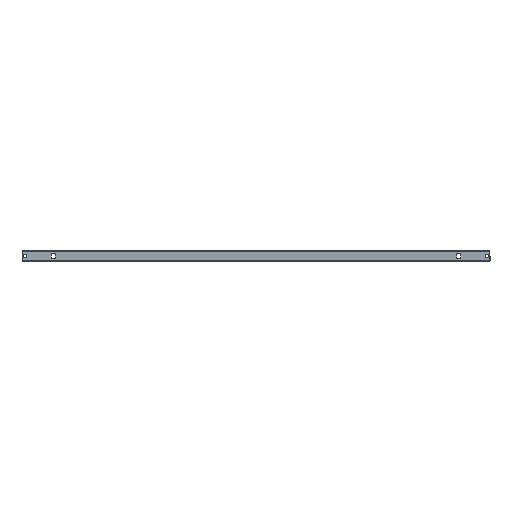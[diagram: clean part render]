
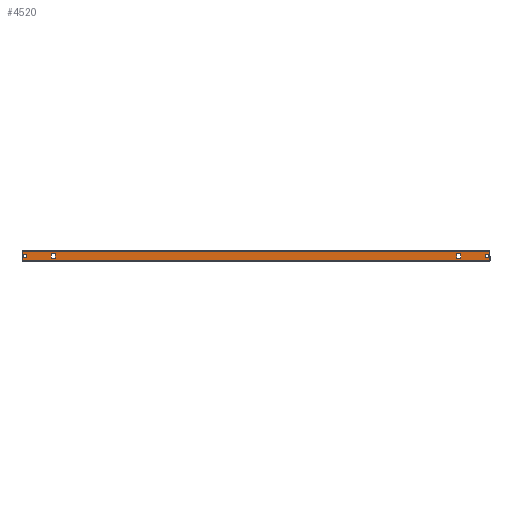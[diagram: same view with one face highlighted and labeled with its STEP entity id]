
A CAD part, left-side view. The second image highlights one B-rep face of the part: STEP entity #4520.
In plain terms, the highlighted planar face has unit normal (-1, 0, 0).
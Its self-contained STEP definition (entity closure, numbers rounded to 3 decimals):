
#49 = AXIS2_PLACEMENT_3D ( 'NONE', #1683, #1682, #1681 ) ;
#105 = AXIS2_PLACEMENT_3D ( 'NONE', #722, #3497, #3480 ) ;
#135 = DIRECTION ( 'NONE',  ( 0., 0., 1. ) ) ;
#136 = CARTESIAN_POINT ( 'NONE',  ( -443., -497.5, 0. ) ) ;
#143 = CARTESIAN_POINT ( 'NONE',  ( -443., -491., -10. ) ) ;
#144 = DIRECTION ( 'NONE',  ( 0., 0., 1. ) ) ;
#145 = CARTESIAN_POINT ( 'NONE',  ( -443., 426.5, -14.5 ) ) ;
#146 = CARTESIAN_POINT ( 'NONE',  ( -443., -426.5, -14.5 ) ) ;
#153 = DIRECTION ( 'NONE',  ( 0., -1., 0. ) ) ;
#154 = CARTESIAN_POINT ( 'NONE',  ( -443., 435.5, -14.5 ) ) ;
#160 = DIRECTION ( 'NONE',  ( 0., 0., -1. ) ) ;
#161 = CARTESIAN_POINT ( 'NONE',  ( -443., 497.5, -20. ) ) ;
#175 = DIRECTION ( 'NONE',  ( 0., 0., 1. ) ) ;
#176 = CARTESIAN_POINT ( 'NONE',  ( -443., -435.5, -14.5 ) ) ;
#336 = EDGE_CURVE ( 'NONE', #3996, #4007, #390, .T. ) ;
#390 = CIRCLE ( 'NONE', #105, 4. ) ;
#410 = DIRECTION ( 'NONE',  ( 0., 0., 1. ) ) ;
#411 = DIRECTION ( 'NONE',  ( -1., 0., 0. ) ) ;
#414 = CARTESIAN_POINT ( 'NONE',  ( -443., 491., -10. ) ) ;
#416 = DIRECTION ( 'NONE',  ( 0., 0., -1. ) ) ;
#417 = CARTESIAN_POINT ( 'NONE',  ( -443., 435.5, -14.5 ) ) ;
#722 = CARTESIAN_POINT ( 'NONE',  ( -443., -491., -10. ) ) ;
#733 = EDGE_CURVE ( 'NONE', #4005, #3998, #3226, .T. ) ;
#918 = CARTESIAN_POINT ( 'NONE',  ( -443., -497.5, -19.99 ) ) ;
#920 = CARTESIAN_POINT ( 'NONE',  ( -443., -435.5, -14.5 ) ) ;
#921 = CARTESIAN_POINT ( 'NONE',  ( -443., 497.5, -0.01 ) ) ;
#923 = CARTESIAN_POINT ( 'NONE',  ( -443., 497.5, -19.99 ) ) ;
#927 = CARTESIAN_POINT ( 'NONE',  ( -443., -426.5, -14.5 ) ) ;
#929 = CARTESIAN_POINT ( 'NONE',  ( -443., -426.5, -5.5 ) ) ;
#931 = CARTESIAN_POINT ( 'NONE',  ( -443., -435.5, -5.5 ) ) ;
#932 = CARTESIAN_POINT ( 'NONE',  ( -443., -497.5, -0.01 ) ) ;
#1012 = CARTESIAN_POINT ( 'NONE',  ( -443., -491., -6. ) ) ;
#1015 = CARTESIAN_POINT ( 'NONE',  ( -443., 491., -14. ) ) ;
#1023 = CARTESIAN_POINT ( 'NONE',  ( -443., 491., -6. ) ) ;
#1025 = CARTESIAN_POINT ( 'NONE',  ( -443., -491., -14. ) ) ;
#1103 = CARTESIAN_POINT ( 'NONE',  ( -443., 435.5, -5.5 ) ) ;
#1110 = CARTESIAN_POINT ( 'NONE',  ( -443., 426.5, -14.5 ) ) ;
#1121 = CARTESIAN_POINT ( 'NONE',  ( -443., 426.5, -5.5 ) ) ;
#1152 = CARTESIAN_POINT ( 'NONE',  ( -443., 435.5, -14.5 ) ) ;
#1375 = DIRECTION ( 'NONE',  ( 0., -1., 0. ) ) ;
#1378 = CARTESIAN_POINT ( 'NONE',  ( -443., 497.5, -0.01 ) ) ;
#1388 = DIRECTION ( 'NONE',  ( 0., -1., 0. ) ) ;
#1389 = CARTESIAN_POINT ( 'NONE',  ( -443., 497.5, -19.99 ) ) ;
#1399 = DIRECTION ( 'NONE',  ( 0., 1., 0. ) ) ;
#1408 = DIRECTION ( 'NONE',  ( 0., -1., 0. ) ) ;
#1411 = CARTESIAN_POINT ( 'NONE',  ( -443., 435.5, -5.5 ) ) ;
#1413 = DIRECTION ( 'NONE',  ( 0., 0., -1. ) ) ;
#1418 = CARTESIAN_POINT ( 'NONE',  ( -443., -435.5, -14.5 ) ) ;
#1420 = DIRECTION ( 'NONE',  ( 0., 1., 0. ) ) ;
#1424 = CARTESIAN_POINT ( 'NONE',  ( -443., -435.5, -5.5 ) ) ;
#1428 = DIRECTION ( 'NONE',  ( 0., 0., -1. ) ) ;
#1429 = DIRECTION ( 'NONE',  ( -1., 0., 0. ) ) ;
#1681 = DIRECTION ( 'NONE',  ( 0., 0., 1. ) ) ;
#1682 = DIRECTION ( 'NONE',  ( -1., 0., 0. ) ) ;
#1683 = CARTESIAN_POINT ( 'NONE',  ( -443., 491., -10. ) ) ;
#1810 = EDGE_CURVE ( 'NONE', #3930, #3890, #1995, .T. ) ;
#1811 = EDGE_CURVE ( 'NONE', #3998, #4005, #2007, .T. ) ;
#1858 = AXIS2_PLACEMENT_3D ( 'NONE', #4270, #4311, #4274 ) ;
#1995 = LINE ( 'NONE', #417, #2001 ) ;
#2001 = VECTOR ( 'NONE', #416, 1000. ) ;
#2007 = CIRCLE ( 'NONE', #4197, 4. ) ;
#2060 = ORIENTED_EDGE ( 'NONE', *, *, #2280, .F. ) ;
#2061 = ORIENTED_EDGE ( 'NONE', *, *, #733, .F. ) ;
#2062 = ORIENTED_EDGE ( 'NONE', *, *, #2305, .T. ) ;
#2074 = ORIENTED_EDGE ( 'NONE', *, *, #2302, .F. ) ;
#2075 = ORIENTED_EDGE ( 'NONE', *, *, #2303, .F. ) ;
#2076 = ORIENTED_EDGE ( 'NONE', *, *, #2298, .T. ) ;
#2088 = ORIENTED_EDGE ( 'NONE', *, *, #2300, .F. ) ;
#2089 = ORIENTED_EDGE ( 'NONE', *, *, #1811, .F. ) ;
#2090 = ORIENTED_EDGE ( 'NONE', *, *, #1810, .F. ) ;
#2102 = ORIENTED_EDGE ( 'NONE', *, *, #2301, .F. ) ;
#2103 = ORIENTED_EDGE ( 'NONE', *, *, #336, .F. ) ;
#2104 = ORIENTED_EDGE ( 'NONE', *, *, #2290, .F. ) ;
#2105 = ORIENTED_EDGE ( 'NONE', *, *, #2287, .T. ) ;
#2118 = ORIENTED_EDGE ( 'NONE', *, *, #2299, .F. ) ;
#2119 = ORIENTED_EDGE ( 'NONE', *, *, #2295, .F. ) ;
#2120 = ORIENTED_EDGE ( 'NONE', *, *, #2307, .F. ) ;
#2182 = LINE ( 'NONE', #176, #2183 ) ;
#2183 = VECTOR ( 'NONE', #175, 1000. ) ;
#2196 = LINE ( 'NONE', #161, #2197 ) ;
#2197 = VECTOR ( 'NONE', #160, 1000. ) ;
#2202 = LINE ( 'NONE', #154, #2203 ) ;
#2203 = VECTOR ( 'NONE', #153, 1000. ) ;
#2207 = VECTOR ( 'NONE', #1420, 1000. ) ;
#2211 = LINE ( 'NONE', #1424, #2207 ) ;
#2212 = LINE ( 'NONE', #145, #2213 ) ;
#2213 = VECTOR ( 'NONE', #144, 1000. ) ;
#2215 = LINE ( 'NONE', #1418, #2225 ) ;
#2218 = LINE ( 'NONE', #136, #2219 ) ;
#2219 = VECTOR ( 'NONE', #135, 1000. ) ;
#2220 = LINE ( 'NONE', #1411, #2226 ) ;
#2221 = LINE ( 'NONE', #146, #2223 ) ;
#2222 = CIRCLE ( 'NONE', #4184, 4. ) ;
#2223 = VECTOR ( 'NONE', #1413, 1000. ) ;
#2225 = VECTOR ( 'NONE', #1408, 1000. ) ;
#2226 = VECTOR ( 'NONE', #1399, 1000. ) ;
#2230 = LINE ( 'NONE', #1389, #2231 ) ;
#2231 = VECTOR ( 'NONE', #1388, 1000. ) ;
#2234 = LINE ( 'NONE', #1378, #2235 ) ;
#2235 = VECTOR ( 'NONE', #1375, 1000. ) ;
#2280 = EDGE_CURVE ( 'NONE', #4086, #4077, #2182, .T. ) ;
#2287 = EDGE_CURVE ( 'NONE', #4085, #4083, #2196, .T. ) ;
#2290 = EDGE_CURVE ( 'NONE', #3890, #3925, #2202, .T. ) ;
#2295 = EDGE_CURVE ( 'NONE', #3925, #3915, #2212, .T. ) ;
#2298 = EDGE_CURVE ( 'NONE', #4087, #4076, #2218, .T. ) ;
#2299 = EDGE_CURVE ( 'NONE', #4007, #3996, #2222, .T. ) ;
#2300 = EDGE_CURVE ( 'NONE', #4077, #4079, #2211, .T. ) ;
#2301 = EDGE_CURVE ( 'NONE', #4079, #4080, #2221, .T. ) ;
#2302 = EDGE_CURVE ( 'NONE', #4080, #4086, #2215, .T. ) ;
#2303 = EDGE_CURVE ( 'NONE', #3915, #3930, #2220, .T. ) ;
#2305 = EDGE_CURVE ( 'NONE', #4083, #4087, #2230, .T. ) ;
#2307 = EDGE_CURVE ( 'NONE', #4085, #4076, #2234, .T. ) ;
#3226 = CIRCLE ( 'NONE', #49, 4. ) ;
#3480 = DIRECTION ( 'NONE',  ( 0., 0., -1. ) ) ;
#3497 = DIRECTION ( 'NONE',  ( -1., 0., 0. ) ) ;
#3890 = VERTEX_POINT ( 'NONE', #1152 ) ;
#3915 = VERTEX_POINT ( 'NONE', #1121 ) ;
#3925 = VERTEX_POINT ( 'NONE', #1110 ) ;
#3930 = VERTEX_POINT ( 'NONE', #1103 ) ;
#3996 = VERTEX_POINT ( 'NONE', #1025 ) ;
#3998 = VERTEX_POINT ( 'NONE', #1023 ) ;
#4005 = VERTEX_POINT ( 'NONE', #1015 ) ;
#4007 = VERTEX_POINT ( 'NONE', #1012 ) ;
#4076 = VERTEX_POINT ( 'NONE', #932 ) ;
#4077 = VERTEX_POINT ( 'NONE', #931 ) ;
#4079 = VERTEX_POINT ( 'NONE', #929 ) ;
#4080 = VERTEX_POINT ( 'NONE', #927 ) ;
#4083 = VERTEX_POINT ( 'NONE', #923 ) ;
#4085 = VERTEX_POINT ( 'NONE', #921 ) ;
#4086 = VERTEX_POINT ( 'NONE', #920 ) ;
#4087 = VERTEX_POINT ( 'NONE', #918 ) ;
#4184 = AXIS2_PLACEMENT_3D ( 'NONE', #143, #1429, #1428 ) ;
#4197 = AXIS2_PLACEMENT_3D ( 'NONE', #414, #411, #410 ) ;
#4263 = PLANE ( 'NONE',  #1858 ) ;
#4270 = CARTESIAN_POINT ( 'NONE',  ( -443., 497.5, 0. ) ) ;
#4274 = DIRECTION ( 'NONE',  ( 0., 0., -1. ) ) ;
#4311 = DIRECTION ( 'NONE',  ( 1., 0., 0. ) ) ;
#4520 = ADVANCED_FACE ( 'NONE', ( #4656, #4660, #4662, #4664, #4657 ), #4263, .F. ) ;
#4656 = FACE_BOUND ( 'NONE', #4716, .T. ) ;
#4657 = FACE_OUTER_BOUND ( 'NONE', #4703, .T. ) ;
#4660 = FACE_BOUND ( 'NONE', #4704, .T. ) ;
#4662 = FACE_BOUND ( 'NONE', #5217, .T. ) ;
#4664 = FACE_BOUND ( 'NONE', #4684, .T. ) ;
#4684 = EDGE_LOOP ( 'NONE', ( #2075, #2119, #2104, #2090 ) ) ;
#4703 = EDGE_LOOP ( 'NONE', ( #2062, #2076, #2120, #2105 ) ) ;
#4704 = EDGE_LOOP ( 'NONE', ( #2118, #2103 ) ) ;
#4716 = EDGE_LOOP ( 'NONE', ( #2102, #2088, #2060, #2074 ) ) ;
#5217 = EDGE_LOOP ( 'NONE', ( #2089, #2061 ) ) ;
